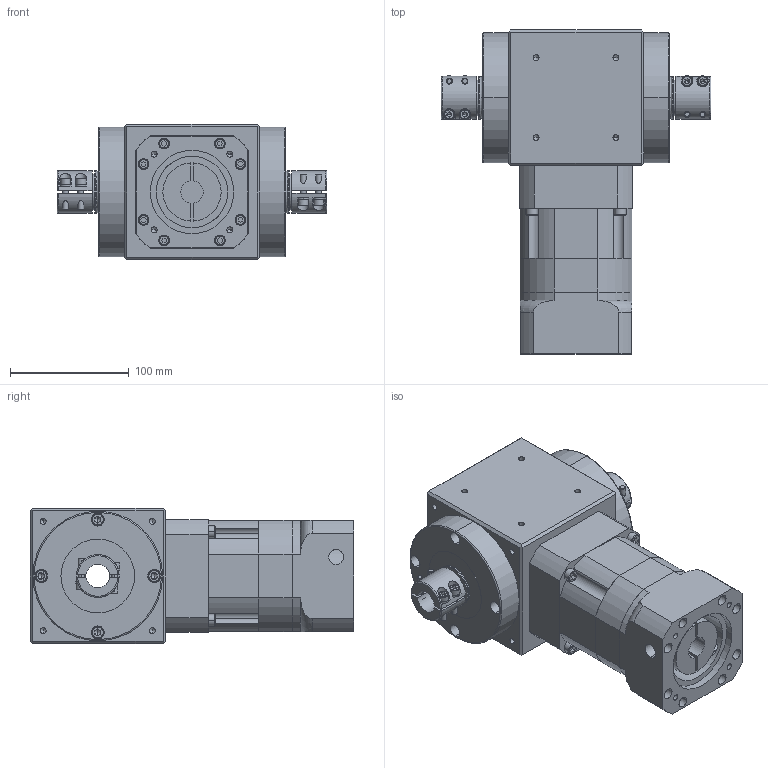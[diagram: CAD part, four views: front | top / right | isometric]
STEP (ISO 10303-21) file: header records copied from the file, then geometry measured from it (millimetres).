
FILE_DESCRIPTION (( 'STEP AP214' ), '1' );
FILE_NAME ('RAM090-L2-XX-D-19-70-90-M6_2019.STEP', '2019-05-13T07:22:29', ( 'Y' ), ( 'NCU' ), 'SwSTEP 2.0', 'SolidWorks 2016', '' );
FILE_SCHEMA (( 'AUTOMOTIVE_DESIGN' ));
Length unit declared in the file: millimetre
Products named in the file (1): RAM090-L2-XX-D-19-70-90-M6_2019
Bounding box: 227 x 272.5 x 114 mm (x, y, z)
Volume: 3009338.4 mm3; surface area: 277183.2 mm2
Topology: 4 solids, 12 shells, 1017 faces, 2425 edges, 1488 vertices
Faces by surface type: plane 502, cylinder 340, cone 123, torus 52
Entity records: 31300 total; most frequent: CARTESIAN_POINT 6293, DIRECTION 5287, ORIENTED_EDGE 4690, EDGE_CURVE 2345, AXIS2_PLACEMENT_3D 1992, VERTEX_POINT 1488, VECTOR 1303, LINE 1303
